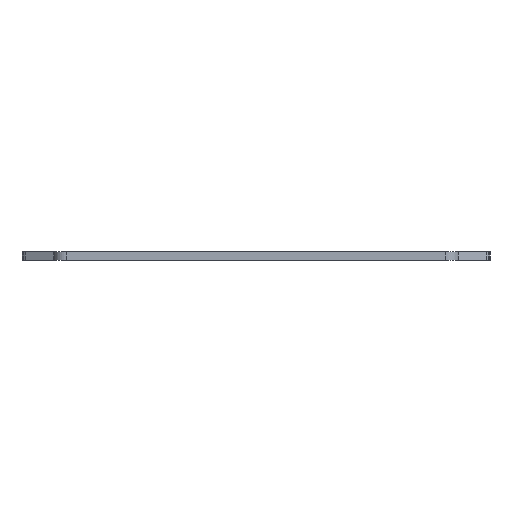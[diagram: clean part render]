
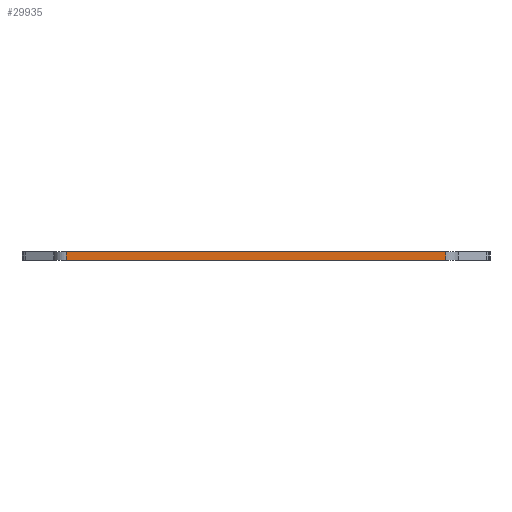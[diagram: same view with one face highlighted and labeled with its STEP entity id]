
A CAD part, left-side view. The second image highlights one B-rep face of the part: STEP entity #29935.
In plain terms, the highlighted planar face has unit normal (-1, 0, 0).
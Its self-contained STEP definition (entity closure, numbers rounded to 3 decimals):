
#84 = PLANE('',#85);
#85 = AXIS2_PLACEMENT_3D('',#86,#87,#88);
#86 = CARTESIAN_POINT('',(272.655,-78.581,1.6));
#87 = DIRECTION('',(0.,0.,1.));
#88 = DIRECTION('',(1.,0.,-0.));
#139 = PLANE('',#140);
#140 = AXIS2_PLACEMENT_3D('',#141,#142,#143);
#141 = CARTESIAN_POINT('',(272.655,-78.581,0.));
#142 = DIRECTION('',(0.,0.,1.));
#143 = DIRECTION('',(1.,0.,-0.));
#702 = VERTEX_POINT('',#703);
#703 = CARTESIAN_POINT('',(146.449,-42.863,0.));
#718 = CYLINDRICAL_SURFACE('',#719,2.381);
#719 = AXIS2_PLACEMENT_3D('',#720,#721,#722);
#720 = CARTESIAN_POINT('',(148.83,-42.863,0.));
#721 = DIRECTION('',(-0.,-0.,-1.));
#722 = DIRECTION('',(1.,0.,-0.));
#730 = EDGE_CURVE('',#731,#702,#733,.T.);
#731 = VERTEX_POINT('',#732);
#732 = CARTESIAN_POINT('',(146.449,-114.3,0.));
#733 = SURFACE_CURVE('',#734,(#738,#745),.PCURVE_S1.);
#734 = LINE('',#735,#736);
#735 = CARTESIAN_POINT('',(146.449,-114.3,0.));
#736 = VECTOR('',#737,1.);
#737 = DIRECTION('',(0.,1.,0.));
#738 = PCURVE('',#139,#739);
#739 = DEFINITIONAL_REPRESENTATION('',(#740),#744);
#740 = LINE('',#741,#742);
#741 = CARTESIAN_POINT('',(-126.206,-35.719));
#742 = VECTOR('',#743,1.);
#743 = DIRECTION('',(0.,1.));
#744 = ( GEOMETRIC_REPRESENTATION_CONTEXT(2) 
PARAMETRIC_REPRESENTATION_CONTEXT() REPRESENTATION_CONTEXT('2D SPACE',''
  ) );
#745 = PCURVE('',#746,#751);
#746 = PLANE('',#747);
#747 = AXIS2_PLACEMENT_3D('',#748,#749,#750);
#748 = CARTESIAN_POINT('',(146.449,-114.3,0.));
#749 = DIRECTION('',(-1.,0.,0.));
#750 = DIRECTION('',(0.,1.,0.));
#751 = DEFINITIONAL_REPRESENTATION('',(#752),#756);
#752 = LINE('',#753,#754);
#753 = CARTESIAN_POINT('',(0.,0.));
#754 = VECTOR('',#755,1.);
#755 = DIRECTION('',(1.,0.));
#756 = ( GEOMETRIC_REPRESENTATION_CONTEXT(2) 
PARAMETRIC_REPRESENTATION_CONTEXT() REPRESENTATION_CONTEXT('2D SPACE',''
  ) );
#775 = CYLINDRICAL_SURFACE('',#776,2.381);
#776 = AXIS2_PLACEMENT_3D('',#777,#778,#779);
#777 = CARTESIAN_POINT('',(148.83,-114.3,0.));
#778 = DIRECTION('',(-0.,-0.,-1.));
#779 = DIRECTION('',(1.,0.,-0.));
#16405 = VERTEX_POINT('',#16406);
#16406 = CARTESIAN_POINT('',(146.449,-42.863,1.6));
#16428 = EDGE_CURVE('',#16429,#16405,#16431,.T.);
#16429 = VERTEX_POINT('',#16430);
#16430 = CARTESIAN_POINT('',(146.449,-114.3,1.6));
#16431 = SURFACE_CURVE('',#16432,(#16436,#16443),.PCURVE_S1.);
#16432 = LINE('',#16433,#16434);
#16433 = CARTESIAN_POINT('',(146.449,-114.3,1.6));
#16434 = VECTOR('',#16435,1.);
#16435 = DIRECTION('',(0.,1.,0.));
#16436 = PCURVE('',#84,#16437);
#16437 = DEFINITIONAL_REPRESENTATION('',(#16438),#16442);
#16438 = LINE('',#16439,#16440);
#16439 = CARTESIAN_POINT('',(-126.206,-35.719));
#16440 = VECTOR('',#16441,1.);
#16441 = DIRECTION('',(0.,1.));
#16442 = ( GEOMETRIC_REPRESENTATION_CONTEXT(2) 
PARAMETRIC_REPRESENTATION_CONTEXT() REPRESENTATION_CONTEXT('2D SPACE',''
  ) );
#16443 = PCURVE('',#746,#16444);
#16444 = DEFINITIONAL_REPRESENTATION('',(#16445),#16449);
#16445 = LINE('',#16446,#16447);
#16446 = CARTESIAN_POINT('',(0.,-1.6));
#16447 = VECTOR('',#16448,1.);
#16448 = DIRECTION('',(1.,0.));
#16449 = ( GEOMETRIC_REPRESENTATION_CONTEXT(2) 
PARAMETRIC_REPRESENTATION_CONTEXT() REPRESENTATION_CONTEXT('2D SPACE',''
  ) );
#29887 = EDGE_CURVE('',#702,#16405,#29888,.T.);
#29888 = SURFACE_CURVE('',#29889,(#29893,#29900),.PCURVE_S1.);
#29889 = LINE('',#29890,#29891);
#29890 = CARTESIAN_POINT('',(146.449,-42.863,0.));
#29891 = VECTOR('',#29892,1.);
#29892 = DIRECTION('',(0.,0.,1.));
#29893 = PCURVE('',#718,#29894);
#29894 = DEFINITIONAL_REPRESENTATION('',(#29895),#29899);
#29895 = LINE('',#29896,#29897);
#29896 = CARTESIAN_POINT('',(-3.142,0.));
#29897 = VECTOR('',#29898,1.);
#29898 = DIRECTION('',(-0.,-1.));
#29899 = ( GEOMETRIC_REPRESENTATION_CONTEXT(2) 
PARAMETRIC_REPRESENTATION_CONTEXT() REPRESENTATION_CONTEXT('2D SPACE',''
  ) );
#29900 = PCURVE('',#746,#29901);
#29901 = DEFINITIONAL_REPRESENTATION('',(#29902),#29906);
#29902 = LINE('',#29903,#29904);
#29903 = CARTESIAN_POINT('',(71.437,0.));
#29904 = VECTOR('',#29905,1.);
#29905 = DIRECTION('',(0.,-1.));
#29906 = ( GEOMETRIC_REPRESENTATION_CONTEXT(2) 
PARAMETRIC_REPRESENTATION_CONTEXT() REPRESENTATION_CONTEXT('2D SPACE',''
  ) );
#29935 = ADVANCED_FACE('',(#29936),#746,.T.);
#29936 = FACE_BOUND('',#29937,.T.);
#29937 = EDGE_LOOP('',(#29938,#29959,#29960,#29961));
#29938 = ORIENTED_EDGE('',*,*,#29939,.T.);
#29939 = EDGE_CURVE('',#731,#16429,#29940,.T.);
#29940 = SURFACE_CURVE('',#29941,(#29945,#29952),.PCURVE_S1.);
#29941 = LINE('',#29942,#29943);
#29942 = CARTESIAN_POINT('',(146.449,-114.3,0.));
#29943 = VECTOR('',#29944,1.);
#29944 = DIRECTION('',(0.,0.,1.));
#29945 = PCURVE('',#746,#29946);
#29946 = DEFINITIONAL_REPRESENTATION('',(#29947),#29951);
#29947 = LINE('',#29948,#29949);
#29948 = CARTESIAN_POINT('',(0.,0.));
#29949 = VECTOR('',#29950,1.);
#29950 = DIRECTION('',(0.,-1.));
#29951 = ( GEOMETRIC_REPRESENTATION_CONTEXT(2) 
PARAMETRIC_REPRESENTATION_CONTEXT() REPRESENTATION_CONTEXT('2D SPACE',''
  ) );
#29952 = PCURVE('',#775,#29953);
#29953 = DEFINITIONAL_REPRESENTATION('',(#29954),#29958);
#29954 = LINE('',#29955,#29956);
#29955 = CARTESIAN_POINT('',(-3.142,0.));
#29956 = VECTOR('',#29957,1.);
#29957 = DIRECTION('',(-0.,-1.));
#29958 = ( GEOMETRIC_REPRESENTATION_CONTEXT(2) 
PARAMETRIC_REPRESENTATION_CONTEXT() REPRESENTATION_CONTEXT('2D SPACE',''
  ) );
#29959 = ORIENTED_EDGE('',*,*,#16428,.T.);
#29960 = ORIENTED_EDGE('',*,*,#29887,.F.);
#29961 = ORIENTED_EDGE('',*,*,#730,.F.);
